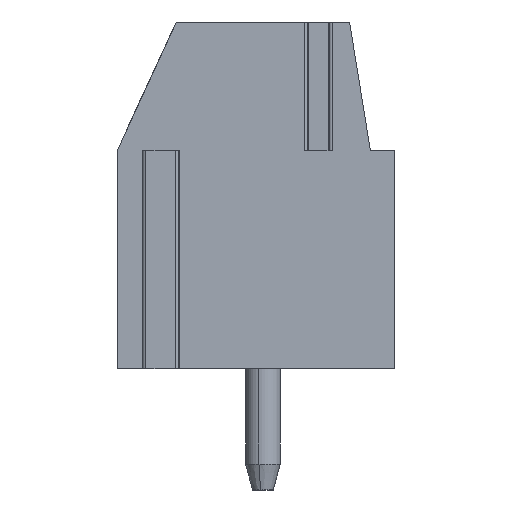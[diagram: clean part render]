
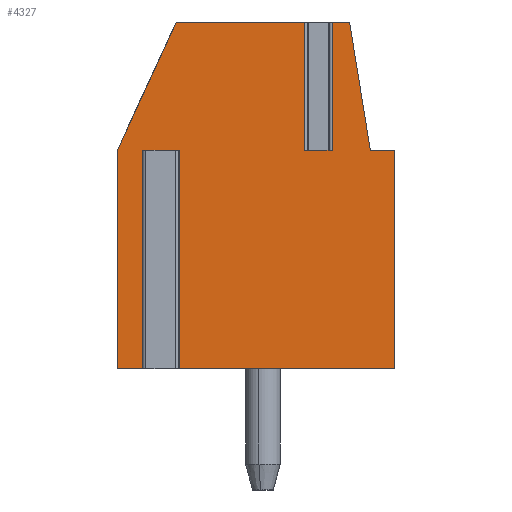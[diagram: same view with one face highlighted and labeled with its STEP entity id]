
A CAD part, left-side view. The second image highlights one B-rep face of the part: STEP entity #4327.
In plain terms, the highlighted planar face has unit normal (-1, 0, 0).
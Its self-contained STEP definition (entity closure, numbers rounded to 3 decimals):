
#4289=AXIS2_PLACEMENT_3D('Plane Axis2P3D',#4286,#4287,#4288) ;
#226=CARTESIAN_POINT('Line Origine',(0.5,1.,11.65)) ;
#230=CARTESIAN_POINT('Vertex',(0.5,1.3,13.5)) ;
#232=CARTESIAN_POINT('Vertex',(0.5,0.7,9.8)) ;
#266=CARTESIAN_POINT('Line Origine',(0.5,0.35,9.8)) ;
#270=CARTESIAN_POINT('Vertex',(0.5,0.,9.8)) ;
#297=CARTESIAN_POINT('Line Origine',(0.5,7.15,11.65)) ;
#301=CARTESIAN_POINT('Vertex',(0.5,6.3,13.5)) ;
#303=CARTESIAN_POINT('Vertex',(0.5,8.,9.8)) ;
#1001=CARTESIAN_POINT('Line Origine',(0.5,0.,6.65)) ;
#1005=CARTESIAN_POINT('Vertex',(0.5,0.,3.5)) ;
#1417=CARTESIAN_POINT('Line Origine',(0.5,8.,6.65)) ;
#1421=CARTESIAN_POINT('Vertex',(0.5,8.,3.5)) ;
#1766=CARTESIAN_POINT('Line Origine',(0.5,4.447,13.5)) ;
#1770=CARTESIAN_POINT('Vertex',(0.5,2.594,13.5)) ;
#1819=CARTESIAN_POINT('Vertex',(0.5,1.806,13.5)) ;
#1822=CARTESIAN_POINT('Line Origine',(0.5,1.553,13.5)) ;
#2180=CARTESIAN_POINT('Line Origine',(0.5,3.218,3.5)) ;
#2184=CARTESIAN_POINT('Vertex',(0.5,6.435,3.5)) ;
#2219=CARTESIAN_POINT('Vertex',(0.5,7.065,3.5)) ;
#2222=CARTESIAN_POINT('Line Origine',(0.5,7.533,3.5)) ;
#3924=CARTESIAN_POINT('Vertex',(0.5,6.435,9.8)) ;
#3934=CARTESIAN_POINT('Line Origine',(0.5,6.435,6.65)) ;
#3946=CARTESIAN_POINT('Line Origine',(0.5,6.75,9.8)) ;
#3950=CARTESIAN_POINT('Vertex',(0.5,7.065,9.8)) ;
#4044=CARTESIAN_POINT('Line Origine',(0.5,7.065,6.65)) ;
#4286=CARTESIAN_POINT('Axis2P3D Location',(0.5,6.241,14.3)) ;
#4291=CARTESIAN_POINT('Line Origine',(0.5,1.806,11.65)) ;
#4295=CARTESIAN_POINT('Vertex',(0.5,1.806,9.8)) ;
#4298=CARTESIAN_POINT('Line Origine',(0.5,2.2,9.8)) ;
#4302=CARTESIAN_POINT('Vertex',(0.5,2.594,9.8)) ;
#4305=CARTESIAN_POINT('Line Origine',(0.5,2.594,11.65)) ;
#227=DIRECTION('Vector Direction',(0.,-0.16,-0.987)) ;
#267=DIRECTION('Vector Direction',(0.,-1.,0.)) ;
#298=DIRECTION('Vector Direction',(0.,0.418,-0.909)) ;
#1002=DIRECTION('Vector Direction',(0.,0.,-1.)) ;
#1418=DIRECTION('Vector Direction',(0.,0.,1.)) ;
#1767=DIRECTION('Vector Direction',(0.,-1.,0.)) ;
#1823=DIRECTION('Vector Direction',(0.,-1.,0.)) ;
#2181=DIRECTION('Vector Direction',(0.,1.,0.)) ;
#2223=DIRECTION('Vector Direction',(0.,1.,0.)) ;
#3935=DIRECTION('Vector Direction',(0.,0.,1.)) ;
#3947=DIRECTION('Vector Direction',(0.,1.,0.)) ;
#4045=DIRECTION('Vector Direction',(0.,0.,1.)) ;
#4287=DIRECTION('Axis2P3D Direction',(1.,0.,0.)) ;
#4288=DIRECTION('Axis2P3D XDirection',(0.,0.,1.)) ;
#4292=DIRECTION('Vector Direction',(0.,0.,1.)) ;
#4299=DIRECTION('Vector Direction',(0.,1.,0.)) ;
#4306=DIRECTION('Vector Direction',(0.,0.,1.)) ;
#228=VECTOR('Line Direction',#227,1.) ;
#268=VECTOR('Line Direction',#267,1.) ;
#299=VECTOR('Line Direction',#298,1.) ;
#1003=VECTOR('Line Direction',#1002,1.) ;
#1419=VECTOR('Line Direction',#1418,1.) ;
#1768=VECTOR('Line Direction',#1767,1.) ;
#1824=VECTOR('Line Direction',#1823,1.) ;
#2182=VECTOR('Line Direction',#2181,1.) ;
#2224=VECTOR('Line Direction',#2223,1.) ;
#3936=VECTOR('Line Direction',#3935,1.) ;
#3948=VECTOR('Line Direction',#3947,1.) ;
#4046=VECTOR('Line Direction',#4045,1.) ;
#4293=VECTOR('Line Direction',#4292,1.) ;
#4300=VECTOR('Line Direction',#4299,1.) ;
#4307=VECTOR('Line Direction',#4306,1.) ;
#4311=ORIENTED_EDGE('',*,*,#4297,.F.) ;
#4312=ORIENTED_EDGE('',*,*,#4304,.T.) ;
#4313=ORIENTED_EDGE('',*,*,#4309,.T.) ;
#4314=ORIENTED_EDGE('',*,*,#1772,.F.) ;
#4315=ORIENTED_EDGE('',*,*,#305,.T.) ;
#4316=ORIENTED_EDGE('',*,*,#1423,.F.) ;
#4317=ORIENTED_EDGE('',*,*,#2226,.F.) ;
#4318=ORIENTED_EDGE('',*,*,#4048,.T.) ;
#4319=ORIENTED_EDGE('',*,*,#3952,.T.) ;
#4320=ORIENTED_EDGE('',*,*,#3938,.F.) ;
#4321=ORIENTED_EDGE('',*,*,#2186,.F.) ;
#4322=ORIENTED_EDGE('',*,*,#1007,.F.) ;
#4323=ORIENTED_EDGE('',*,*,#272,.F.) ;
#4324=ORIENTED_EDGE('',*,*,#234,.F.) ;
#4325=ORIENTED_EDGE('',*,*,#1826,.F.) ;
#4327=ADVANCED_FACE('PartBody',(#4326),#4290,.F.) ;
#234=EDGE_CURVE('',#231,#233,#229,.T.) ;
#272=EDGE_CURVE('',#233,#271,#269,.T.) ;
#305=EDGE_CURVE('',#302,#304,#300,.T.) ;
#1007=EDGE_CURVE('',#271,#1006,#1004,.T.) ;
#1423=EDGE_CURVE('',#1422,#304,#1420,.T.) ;
#1772=EDGE_CURVE('',#302,#1771,#1769,.T.) ;
#1826=EDGE_CURVE('',#1820,#231,#1825,.T.) ;
#2186=EDGE_CURVE('',#1006,#2185,#2183,.T.) ;
#2226=EDGE_CURVE('',#2220,#1422,#2225,.T.) ;
#3938=EDGE_CURVE('',#2185,#3925,#3937,.T.) ;
#3952=EDGE_CURVE('',#3951,#3925,#3949,.F.) ;
#4048=EDGE_CURVE('',#2220,#3951,#4047,.T.) ;
#4297=EDGE_CURVE('',#4296,#1820,#4294,.T.) ;
#4304=EDGE_CURVE('',#4296,#4303,#4301,.T.) ;
#4309=EDGE_CURVE('',#4303,#1771,#4308,.T.) ;
#4310=EDGE_LOOP('',(#4311,#4312,#4313,#4314,#4315,#4316,#4317,#4318,#4319,#4320,#4321,#4322,#4323,#4324,#4325)) ;
#4326=FACE_OUTER_BOUND('',#4310,.T.) ;
#229=LINE('Line',#226,#228) ;
#269=LINE('Line',#266,#268) ;
#300=LINE('Line',#297,#299) ;
#1004=LINE('Line',#1001,#1003) ;
#1420=LINE('Line',#1417,#1419) ;
#1769=LINE('Line',#1766,#1768) ;
#1825=LINE('Line',#1822,#1824) ;
#2183=LINE('Line',#2180,#2182) ;
#2225=LINE('Line',#2222,#2224) ;
#3937=LINE('Line',#3934,#3936) ;
#3949=LINE('Line',#3946,#3948) ;
#4047=LINE('Line',#4044,#4046) ;
#4294=LINE('Line',#4291,#4293) ;
#4301=LINE('Line',#4298,#4300) ;
#4308=LINE('Line',#4305,#4307) ;
#4290=PLANE('',#4289) ;
#231=VERTEX_POINT('',#230) ;
#233=VERTEX_POINT('',#232) ;
#271=VERTEX_POINT('',#270) ;
#302=VERTEX_POINT('',#301) ;
#304=VERTEX_POINT('',#303) ;
#1006=VERTEX_POINT('',#1005) ;
#1422=VERTEX_POINT('',#1421) ;
#1771=VERTEX_POINT('',#1770) ;
#1820=VERTEX_POINT('',#1819) ;
#2185=VERTEX_POINT('',#2184) ;
#2220=VERTEX_POINT('',#2219) ;
#3925=VERTEX_POINT('',#3924) ;
#3951=VERTEX_POINT('',#3950) ;
#4296=VERTEX_POINT('',#4295) ;
#4303=VERTEX_POINT('',#4302) ;
